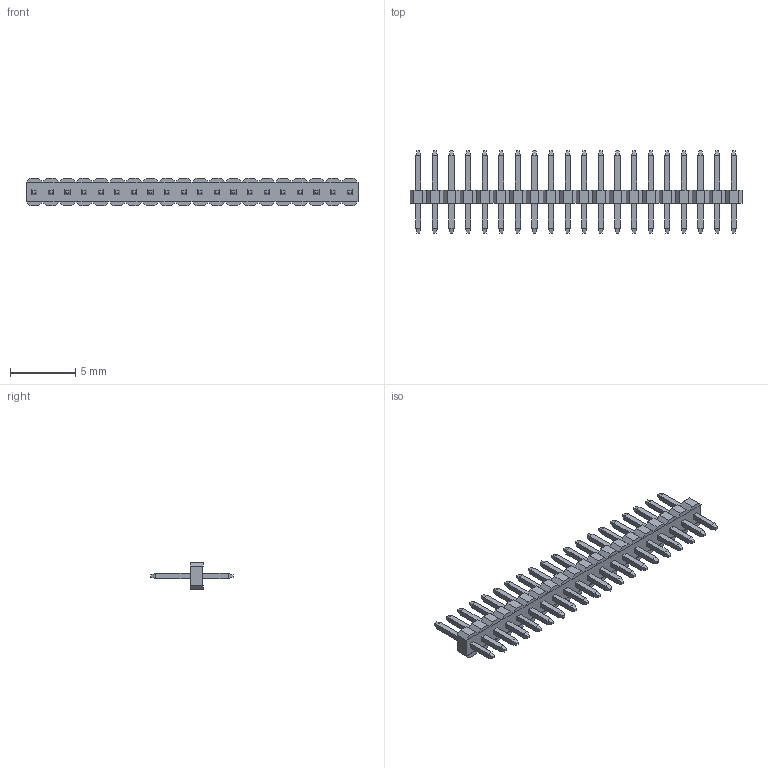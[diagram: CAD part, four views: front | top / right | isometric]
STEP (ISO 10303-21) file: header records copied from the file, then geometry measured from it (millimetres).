
FILE_DESCRIPTION(('STEP AP242'),'1');
FILE_NAME('m50-3532042.stp','2023-11-27T11:47:23',('TraceParts'),('TraceParts S.A.'),'Spatial InterOp 3D',' ',' ');
FILE_SCHEMA(('AP242_MANAGED_MODEL_BASED_3D_ENGINEERING_MIM_LF {1 0 10303 442 1 1 4}'));
Length unit declared in the file: millimetre
Products named in the file (1): M50-3532042_asm.stp|M50-3532042_ASM:1#M50-3532042_ASM|45#M50-35320_MOULD;Solide1
Bounding box: 25.4 x 6.3 x 2.1 mm (x, y, z)
Volume: 63.4 mm3; surface area: 384.7 mm2
Topology: 21 solids, 21 shells, 664 faces, 1566 edges, 964 vertices
Faces by surface type: plane 664
Entity records: 21714 total; most frequent: CARTESIAN_POINT 3215, ORIENTED_EDGE 3132, DIRECTION 2936, EDGE_CURVE 1566, LINE 1566, VECTOR 1566, VERTEX_POINT 964, EDGE_LOOP 724
